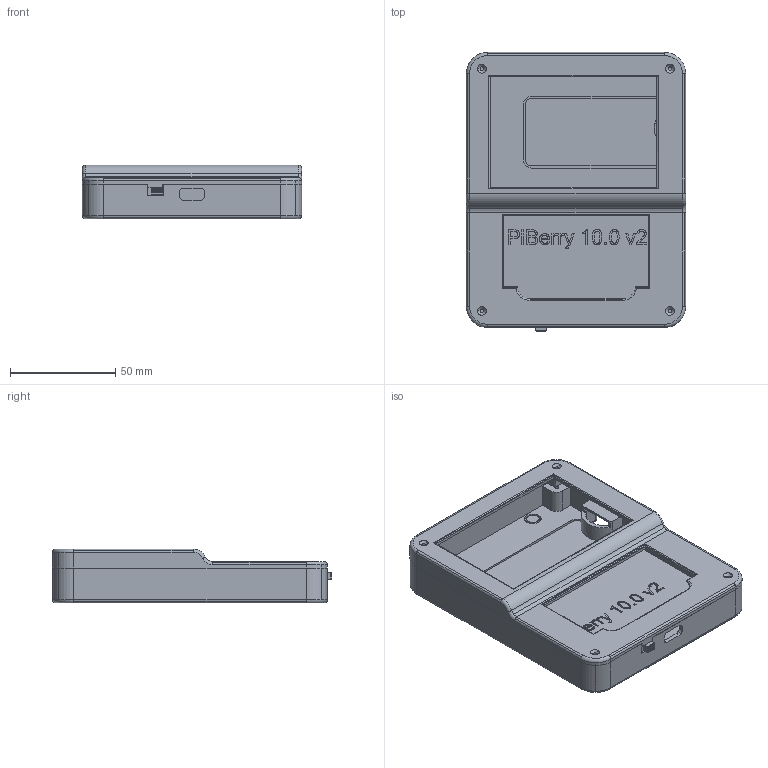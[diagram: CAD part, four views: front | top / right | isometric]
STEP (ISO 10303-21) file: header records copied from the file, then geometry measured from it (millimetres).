
FILE_DESCRIPTION(('STEP AP242'),'1');
FILE_NAME('PiBerry_10.0_v2_retro_rev1.stp','2024-10-02T21:14:59',(' '),(' '),'Spatial InterOp 3D',' ',' ');
FILE_SCHEMA(('AP242_MANAGED_MODEL_BASED_3D_ENGINEERING_MIM_LF {1 0 10303 442 1 1 4}'));
Length unit declared in the file: millimetre
Products named in the file (4): PiBerry_10.0_v2_retro_rev1; PiBerry_10.0_v2_retro_upper_part_rev1; PiBerry_10.0_v2_retro_lower_part_rev1; sliding_switch_rev1
Assembly tree (3 placements, depth 2):
  PiBerry_10.0_v2_retro_rev1
    PiBerry_10.0_v2_retro_upper_part_rev1
    PiBerry_10.0_v2_retro_lower_part_rev1
    sliding_switch_rev1
Bounding box: 104 x 132.35 x 25.44 mm (x, y, z)
Volume: 62122.7 mm3; surface area: 64057 mm2
Topology: 3 solids, 3 shells, 580 faces, 1550 edges, 1009 vertices
Faces by surface type: plane 320, cylinder 198, extrusion 30, torus 16, cone 12, sphere 4
Entity records: 18558 total; most frequent: CARTESIAN_POINT 3694, ORIENTED_EDGE 3092, DIRECTION 3031, EDGE_CURVE 1546, VECTOR 1085, LINE 1055, VERTEX_POINT 1013, AXIS2_PLACEMENT_3D 973
